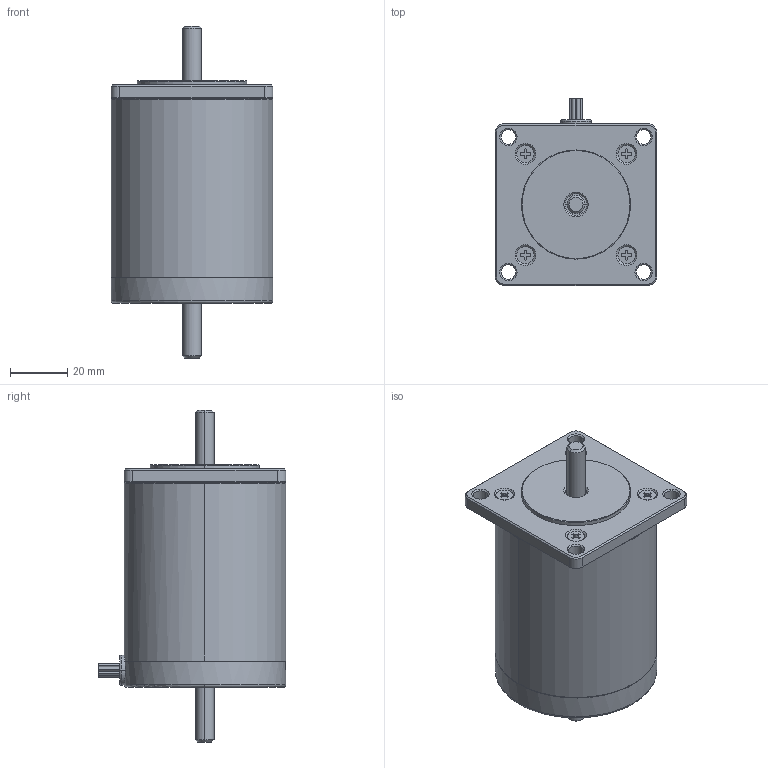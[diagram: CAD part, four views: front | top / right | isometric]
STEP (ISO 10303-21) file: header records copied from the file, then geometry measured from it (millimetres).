
FILE_DESCRIPTION(('Creo Elements/Direct Modeling STEP Export'),'2;1');
FILE_NAME('TS3103N214_215.stp','2014-07-05T16:24:23',(''),(''),'Creo Elements/Direct Modeling STEP processor for AP203 (Solid Model)','Creo Elements/Direct Modeling 17.0F 20-Aug-2012 (C) Parametric Technology GmbH','');
FILE_SCHEMA(('CONFIG_CONTROL_DESIGN'));
Length unit declared in the file: millimetre
Products named in the file (1): Skin_Group1
Bounding box: 56.4 x 65.4 x 115.82 mm (x, y, z)
Volume: 196150.1 mm3; surface area: 21694.5 mm2
Topology: 1 solids, 1 shells, 224 faces, 554 edges, 358 vertices
Faces by surface type: cylinder 93, plane 82, cone 45, torus 4
Entity records: 8134 total; most frequent: ORIENTED_EDGE 1108, CARTESIAN_POINT 1082, DIRECTION 1060, EDGE_CURVE 554, AXIS2_PLACEMENT_3D 395, VERTEX_POINT 358, VECTOR 270, LINE 270
